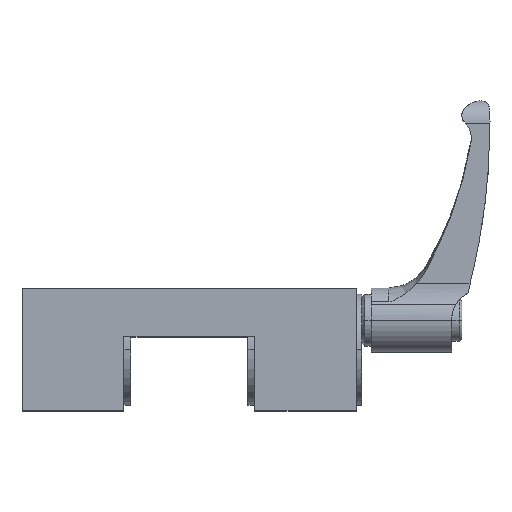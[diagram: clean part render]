
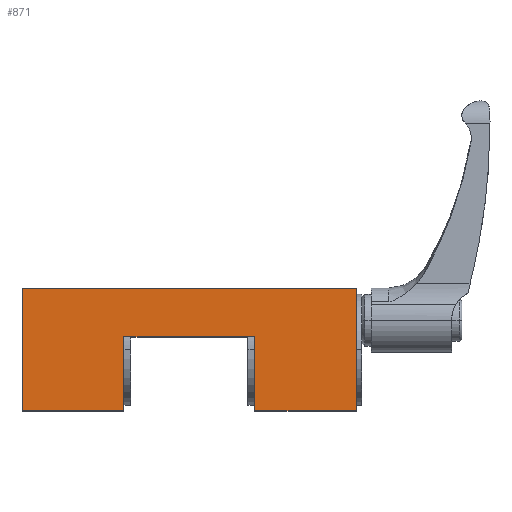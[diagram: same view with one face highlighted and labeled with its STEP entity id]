
A CAD part, top view. The second image highlights one B-rep face of the part: STEP entity #871.
In plain terms, the highlighted face is planar.
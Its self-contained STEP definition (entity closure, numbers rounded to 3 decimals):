
#73 = DIRECTION ( 'NONE',  ( 0., 1., 0. ) ) ;
#130 = VERTEX_POINT ( 'NONE', #703 ) ;
#156 = DIRECTION ( 'NONE',  ( 0., 0., -1. ) ) ;
#157 = CARTESIAN_POINT ( 'NONE',  ( -22., 16., -23.5 ) ) ;
#205 = DIRECTION ( 'NONE',  ( 0., -1., 0. ) ) ;
#228 = LINE ( 'NONE', #3086, #3207 ) ;
#243 = VERTEX_POINT ( 'NONE', #1251 ) ;
#253 = CARTESIAN_POINT ( 'NONE',  ( -22., 16., 23.5 ) ) ;
#357 = EDGE_CURVE ( 'NONE', #1088, #2249, #1337, .T. ) ;
#622 = ORIENTED_EDGE ( 'NONE', *, *, #357, .F. ) ;
#636 = EDGE_CURVE ( 'NONE', #130, #1088, #2814, .T. ) ;
#703 = CARTESIAN_POINT ( 'NONE',  ( -22., 42.6, -23.5 ) ) ;
#799 = DIRECTION ( 'NONE',  ( 1., 0., 0. ) ) ;
#806 = ORIENTED_EDGE ( 'NONE', *, *, #2087, .F. ) ;
#837 = EDGE_LOOP ( 'NONE', ( #2021, #2680, #622, #3015, #889, #806, #2540, #2902 ) ) ;
#871 = ADVANCED_FACE ( 'NONE', ( #2647 ), #2379, .F. ) ;
#889 = ORIENTED_EDGE ( 'NONE', *, *, #1395, .F. ) ;
#917 = VECTOR ( 'NONE', #2354, 1000. ) ;
#935 = CARTESIAN_POINT ( 'NONE',  ( -22., 60., -60. ) ) ;
#1056 = CARTESIAN_POINT ( 'NONE',  ( -22., 0., 0. ) ) ;
#1088 = VERTEX_POINT ( 'NONE', #157 ) ;
#1111 = VECTOR ( 'NONE', #3230, 1000. ) ;
#1181 = CARTESIAN_POINT ( 'NONE',  ( -22., 0., 60. ) ) ;
#1251 = CARTESIAN_POINT ( 'NONE',  ( -22., 16., 60. ) ) ;
#1284 = VECTOR ( 'NONE', #156, 1000. ) ;
#1289 = VECTOR ( 'NONE', #2205, 1000. ) ;
#1337 = LINE ( 'NONE', #2388, #917 ) ;
#1358 = CARTESIAN_POINT ( 'NONE',  ( -22., 0., 23.5 ) ) ;
#1381 = EDGE_CURVE ( 'NONE', #2249, #1953, #1669, .T. ) ;
#1395 = EDGE_CURVE ( 'NONE', #1816, #130, #1769, .T. ) ;
#1535 = CARTESIAN_POINT ( 'NONE',  ( -22., 0., -23.5 ) ) ;
#1629 = LINE ( 'NONE', #935, #1111 ) ;
#1669 = LINE ( 'NONE', #2464, #2057 ) ;
#1672 = VERTEX_POINT ( 'NONE', #3300 ) ;
#1700 = LINE ( 'NONE', #1181, #2062 ) ;
#1706 = CARTESIAN_POINT ( 'NONE',  ( -22., 16., -60. ) ) ;
#1727 = CARTESIAN_POINT ( 'NONE',  ( -22., 42.6, 23.5 ) ) ;
#1769 = LINE ( 'NONE', #3073, #1284 ) ;
#1776 = EDGE_CURVE ( 'NONE', #1672, #1953, #1629, .T. ) ;
#1816 = VERTEX_POINT ( 'NONE', #1727 ) ;
#1953 = VERTEX_POINT ( 'NONE', #2018 ) ;
#2018 = CARTESIAN_POINT ( 'NONE',  ( -22., 60., -60. ) ) ;
#2021 = ORIENTED_EDGE ( 'NONE', *, *, #1776, .T. ) ;
#2056 = DIRECTION ( 'NONE',  ( 0., 0., -1. ) ) ;
#2057 = VECTOR ( 'NONE', #73, 1000. ) ;
#2062 = VECTOR ( 'NONE', #2474, 1000. ) ;
#2087 = EDGE_CURVE ( 'NONE', #3431, #1816, #2695, .T. ) ;
#2205 = DIRECTION ( 'NONE',  ( 0., 1., 0. ) ) ;
#2249 = VERTEX_POINT ( 'NONE', #1706 ) ;
#2273 = AXIS2_PLACEMENT_3D ( 'NONE', #1056, #799, #2907 ) ;
#2354 = DIRECTION ( 'NONE',  ( 0., 0., -1. ) ) ;
#2379 = PLANE ( 'NONE',  #2273 ) ;
#2388 = CARTESIAN_POINT ( 'NONE',  ( -22., 16., 0. ) ) ;
#2464 = CARTESIAN_POINT ( 'NONE',  ( -22., 0., -60. ) ) ;
#2474 = DIRECTION ( 'NONE',  ( 0., -1., 0. ) ) ;
#2540 = ORIENTED_EDGE ( 'NONE', *, *, #3066, .F. ) ;
#2608 = EDGE_CURVE ( 'NONE', #1672, #243, #1700, .T. ) ;
#2647 = FACE_OUTER_BOUND ( 'NONE', #837, .T. ) ;
#2680 = ORIENTED_EDGE ( 'NONE', *, *, #1381, .F. ) ;
#2695 = LINE ( 'NONE', #1358, #1289 ) ;
#2814 = LINE ( 'NONE', #1535, #3355 ) ;
#2902 = ORIENTED_EDGE ( 'NONE', *, *, #2608, .F. ) ;
#2907 = DIRECTION ( 'NONE',  ( 0., 0., -1. ) ) ;
#3015 = ORIENTED_EDGE ( 'NONE', *, *, #636, .F. ) ;
#3066 = EDGE_CURVE ( 'NONE', #243, #3431, #228, .T. ) ;
#3073 = CARTESIAN_POINT ( 'NONE',  ( -22., 42.6, 0. ) ) ;
#3086 = CARTESIAN_POINT ( 'NONE',  ( -22., 16., 0. ) ) ;
#3207 = VECTOR ( 'NONE', #2056, 1000. ) ;
#3230 = DIRECTION ( 'NONE',  ( 0., 0., -1. ) ) ;
#3300 = CARTESIAN_POINT ( 'NONE',  ( -22., 60., 60. ) ) ;
#3355 = VECTOR ( 'NONE', #205, 1000. ) ;
#3431 = VERTEX_POINT ( 'NONE', #253 ) ;
